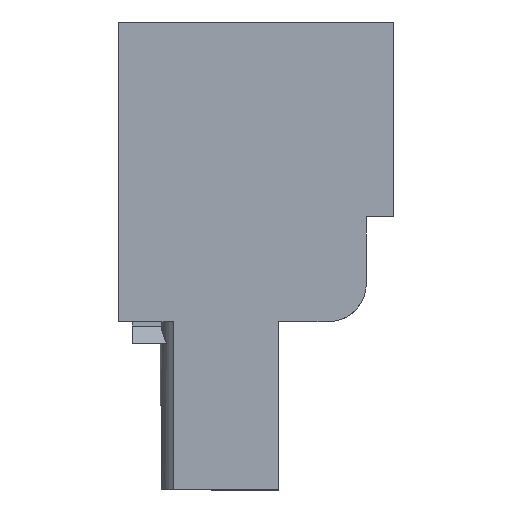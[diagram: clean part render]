
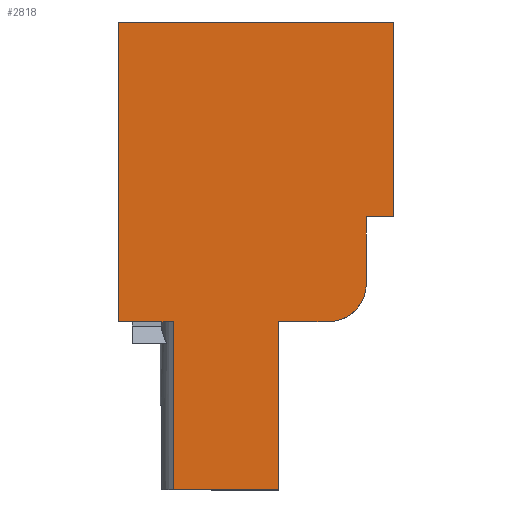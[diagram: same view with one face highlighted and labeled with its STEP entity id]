
A CAD part, left-side view. The second image highlights one B-rep face of the part: STEP entity #2818.
In plain terms, the highlighted planar face has unit normal (-1, 0, 0).
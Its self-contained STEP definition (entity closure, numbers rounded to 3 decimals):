
#2742=AXIS2_PLACEMENT_3D('Plane Axis2P3D',#2739,#2740,#2741) ;
#2755=AXIS2_PLACEMENT_3D('Circle Axis2P3D',#2753,#2754,$) ;
#633=CARTESIAN_POINT('Vertex',(0.1,0.,12.9)) ;
#636=CARTESIAN_POINT('Line Origine',(0.1,0.645,12.9)) ;
#640=CARTESIAN_POINT('Vertex',(0.1,1.29,12.9)) ;
#1008=CARTESIAN_POINT('Line Origine',(0.1,0.,17.5)) ;
#1012=CARTESIAN_POINT('Vertex',(0.1,0.,22.1)) ;
#2739=CARTESIAN_POINT('Axis2P3D Location',(0.1,10.412,0.)) ;
#2744=CARTESIAN_POINT('Line Origine',(0.1,4.27,7.95)) ;
#2748=CARTESIAN_POINT('Vertex',(0.1,3.09,7.95)) ;
#2750=CARTESIAN_POINT('Vertex',(0.1,5.45,7.95)) ;
#2753=CARTESIAN_POINT('Axis2P3D Location',(0.1,3.09,9.75)) ;
#2757=CARTESIAN_POINT('Vertex',(0.1,1.29,9.75)) ;
#2760=CARTESIAN_POINT('Line Origine',(0.1,1.29,11.325)) ;
#2765=CARTESIAN_POINT('Line Origine',(0.1,6.5,22.1)) ;
#2769=CARTESIAN_POINT('Vertex',(0.1,13.,22.1)) ;
#2772=CARTESIAN_POINT('Line Origine',(0.1,13.,15.025)) ;
#2776=CARTESIAN_POINT('Vertex',(0.1,13.,7.95)) ;
#2779=CARTESIAN_POINT('Line Origine',(0.1,11.706,7.95)) ;
#2783=CARTESIAN_POINT('Vertex',(0.1,10.412,7.95)) ;
#2786=CARTESIAN_POINT('Line Origine',(0.1,10.412,3.975)) ;
#2790=CARTESIAN_POINT('Vertex',(0.1,10.412,0.)) ;
#2793=CARTESIAN_POINT('Line Origine',(0.1,7.931,0.)) ;
#2797=CARTESIAN_POINT('Vertex',(0.1,5.45,0.)) ;
#2800=CARTESIAN_POINT('Line Origine',(0.1,5.45,3.975)) ;
#637=DIRECTION('Vector Direction',(0.,1.,0.)) ;
#1009=DIRECTION('Vector Direction',(0.,0.,-1.)) ;
#2740=DIRECTION('Axis2P3D Direction',(-1.,0.,0.)) ;
#2741=DIRECTION('Axis2P3D XDirection',(0.,-1.,0.)) ;
#2745=DIRECTION('Vector Direction',(0.,1.,0.)) ;
#2754=DIRECTION('Axis2P3D Direction',(-1.,0.,0.)) ;
#2761=DIRECTION('Vector Direction',(0.,0.,-1.)) ;
#2766=DIRECTION('Vector Direction',(0.,-1.,0.)) ;
#2773=DIRECTION('Vector Direction',(0.,0.,1.)) ;
#2780=DIRECTION('Vector Direction',(0.,1.,0.)) ;
#2787=DIRECTION('Vector Direction',(0.,0.,1.)) ;
#2794=DIRECTION('Vector Direction',(0.,-1.,0.)) ;
#2801=DIRECTION('Vector Direction',(0.,0.,1.)) ;
#638=VECTOR('Line Direction',#637,1.) ;
#1010=VECTOR('Line Direction',#1009,1.) ;
#2746=VECTOR('Line Direction',#2745,1.) ;
#2762=VECTOR('Line Direction',#2761,1.) ;
#2767=VECTOR('Line Direction',#2766,1.) ;
#2774=VECTOR('Line Direction',#2773,1.) ;
#2781=VECTOR('Line Direction',#2780,1.) ;
#2788=VECTOR('Line Direction',#2787,1.) ;
#2795=VECTOR('Line Direction',#2794,1.) ;
#2802=VECTOR('Line Direction',#2801,1.) ;
#2806=ORIENTED_EDGE('',*,*,#2752,.F.) ;
#2807=ORIENTED_EDGE('',*,*,#2759,.T.) ;
#2808=ORIENTED_EDGE('',*,*,#2764,.F.) ;
#2809=ORIENTED_EDGE('',*,*,#642,.F.) ;
#2810=ORIENTED_EDGE('',*,*,#1014,.F.) ;
#2811=ORIENTED_EDGE('',*,*,#2771,.F.) ;
#2812=ORIENTED_EDGE('',*,*,#2778,.F.) ;
#2813=ORIENTED_EDGE('',*,*,#2785,.F.) ;
#2814=ORIENTED_EDGE('',*,*,#2792,.F.) ;
#2815=ORIENTED_EDGE('',*,*,#2799,.F.) ;
#2816=ORIENTED_EDGE('',*,*,#2804,.T.) ;
#2818=ADVANCED_FACE('HOUSING',(#2817),#2743,.T.) ;
#2756=CIRCLE('generated circle',#2755,1.8) ;
#642=EDGE_CURVE('',#634,#641,#639,.T.) ;
#1014=EDGE_CURVE('',#1013,#634,#1011,.T.) ;
#2752=EDGE_CURVE('',#2749,#2751,#2747,.T.) ;
#2759=EDGE_CURVE('',#2749,#2758,#2756,.T.) ;
#2764=EDGE_CURVE('',#641,#2758,#2763,.T.) ;
#2771=EDGE_CURVE('',#2770,#1013,#2768,.T.) ;
#2778=EDGE_CURVE('',#2777,#2770,#2775,.T.) ;
#2785=EDGE_CURVE('',#2784,#2777,#2782,.T.) ;
#2792=EDGE_CURVE('',#2791,#2784,#2789,.T.) ;
#2799=EDGE_CURVE('',#2798,#2791,#2796,.F.) ;
#2804=EDGE_CURVE('',#2798,#2751,#2803,.T.) ;
#2805=EDGE_LOOP('',(#2806,#2807,#2808,#2809,#2810,#2811,#2812,#2813,#2814,#2815,#2816)) ;
#2817=FACE_OUTER_BOUND('',#2805,.T.) ;
#639=LINE('Line',#636,#638) ;
#1011=LINE('Line',#1008,#1010) ;
#2747=LINE('Line',#2744,#2746) ;
#2763=LINE('Line',#2760,#2762) ;
#2768=LINE('Line',#2765,#2767) ;
#2775=LINE('Line',#2772,#2774) ;
#2782=LINE('Line',#2779,#2781) ;
#2789=LINE('Line',#2786,#2788) ;
#2796=LINE('Line',#2793,#2795) ;
#2803=LINE('Line',#2800,#2802) ;
#2743=PLANE('',#2742) ;
#634=VERTEX_POINT('',#633) ;
#641=VERTEX_POINT('',#640) ;
#1013=VERTEX_POINT('',#1012) ;
#2749=VERTEX_POINT('',#2748) ;
#2751=VERTEX_POINT('',#2750) ;
#2758=VERTEX_POINT('',#2757) ;
#2770=VERTEX_POINT('',#2769) ;
#2777=VERTEX_POINT('',#2776) ;
#2784=VERTEX_POINT('',#2783) ;
#2791=VERTEX_POINT('',#2790) ;
#2798=VERTEX_POINT('',#2797) ;
